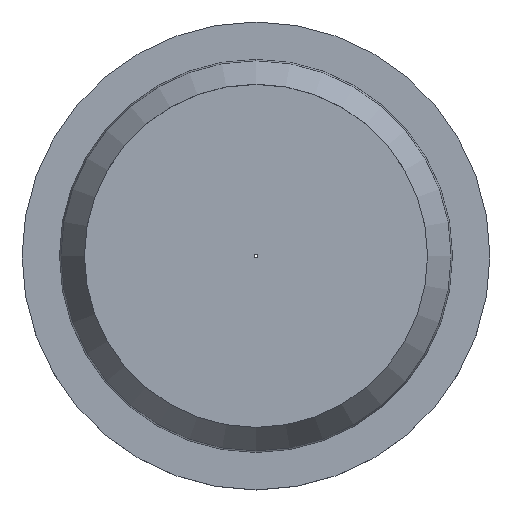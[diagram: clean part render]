
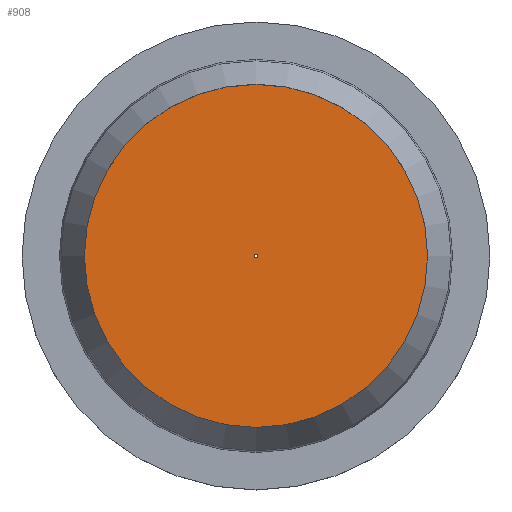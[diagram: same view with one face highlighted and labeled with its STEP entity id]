
A CAD part, top view. The second image highlights one B-rep face of the part: STEP entity #908.
In plain terms, the highlighted planar face has unit normal (0, 0, 1).
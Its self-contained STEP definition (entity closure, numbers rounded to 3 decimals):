
#43 = CYLINDRICAL_SURFACE('',#44,11.);
#44 = AXIS2_PLACEMENT_3D('',#45,#46,#47);
#45 = CARTESIAN_POINT('',(0.,0.,
    0.));
#46 = DIRECTION('',(0.,0.,1.));
#47 = DIRECTION('',(1.,0.,0.));
#842 = CYLINDRICAL_SURFACE('',#843,0.1);
#843 = AXIS2_PLACEMENT_3D('',#844,#845,#846);
#844 = CARTESIAN_POINT('',(0.,0.,
    0.));
#845 = DIRECTION('',(0.,0.,-1.));
#846 = DIRECTION('',(1.,0.,0.));
#857 = EDGE_CURVE('',#858,#858,#860,.T.);
#858 = VERTEX_POINT('',#859);
#859 = CARTESIAN_POINT('',(0.1,0.,0.));
#860 = SURFACE_CURVE('',#861,(#866,#873),.PCURVE_S1.);
#861 = CIRCLE('',#862,0.1);
#862 = AXIS2_PLACEMENT_3D('',#863,#864,#865);
#863 = CARTESIAN_POINT('',(0.,0.,
    0.));
#864 = DIRECTION('',(0.,0.,-1.));
#865 = DIRECTION('',(1.,0.,0.));
#866 = PCURVE('',#842,#867);
#867 = DEFINITIONAL_REPRESENTATION('',(#868),#872);
#868 = LINE('',#869,#870);
#869 = CARTESIAN_POINT('',(0.,0.));
#870 = VECTOR('',#871,1.);
#871 = DIRECTION('',(1.,0.));
#872 = ( GEOMETRIC_REPRESENTATION_CONTEXT(2) 
PARAMETRIC_REPRESENTATION_CONTEXT() REPRESENTATION_CONTEXT('2D SPACE',''
  ) );
#873 = PCURVE('',#874,#879);
#874 = PLANE('',#875);
#875 = AXIS2_PLACEMENT_3D('',#876,#877,#878);
#876 = CARTESIAN_POINT('',(0.,0.,
    0.));
#877 = DIRECTION('',(0.,0.,-1.));
#878 = DIRECTION('',(1.,0.,0.));
#879 = DEFINITIONAL_REPRESENTATION('',(#880),#884);
#880 = CIRCLE('',#881,0.1);
#881 = AXIS2_PLACEMENT_2D('',#882,#883);
#882 = CARTESIAN_POINT('',(0.,0.));
#883 = DIRECTION('',(1.,0.));
#884 = ( GEOMETRIC_REPRESENTATION_CONTEXT(2) 
PARAMETRIC_REPRESENTATION_CONTEXT() REPRESENTATION_CONTEXT('2D SPACE',''
  ) );
#908 = ADVANCED_FACE('',(#909,#935),#874,.F.);
#909 = FACE_BOUND('',#910,.F.);
#910 = EDGE_LOOP('',(#911));
#911 = ORIENTED_EDGE('',*,*,#912,.T.);
#912 = EDGE_CURVE('',#913,#913,#915,.T.);
#913 = VERTEX_POINT('',#914);
#914 = CARTESIAN_POINT('',(11.,0.,0.));
#915 = SURFACE_CURVE('',#916,(#921,#928),.PCURVE_S1.);
#916 = CIRCLE('',#917,11.);
#917 = AXIS2_PLACEMENT_3D('',#918,#919,#920);
#918 = CARTESIAN_POINT('',(0.,0.,
    0.));
#919 = DIRECTION('',(0.,0.,-1.));
#920 = DIRECTION('',(1.,0.,0.));
#921 = PCURVE('',#874,#922);
#922 = DEFINITIONAL_REPRESENTATION('',(#923),#927);
#923 = CIRCLE('',#924,11.);
#924 = AXIS2_PLACEMENT_2D('',#925,#926);
#925 = CARTESIAN_POINT('',(0.,0.));
#926 = DIRECTION('',(1.,0.));
#927 = ( GEOMETRIC_REPRESENTATION_CONTEXT(2) 
PARAMETRIC_REPRESENTATION_CONTEXT() REPRESENTATION_CONTEXT('2D SPACE',''
  ) );
#928 = PCURVE('',#43,#929);
#929 = DEFINITIONAL_REPRESENTATION('',(#930),#934);
#930 = LINE('',#931,#932);
#931 = CARTESIAN_POINT('',(-0.,0.));
#932 = VECTOR('',#933,1.);
#933 = DIRECTION('',(-1.,0.));
#934 = ( GEOMETRIC_REPRESENTATION_CONTEXT(2) 
PARAMETRIC_REPRESENTATION_CONTEXT() REPRESENTATION_CONTEXT('2D SPACE',''
  ) );
#935 = FACE_BOUND('',#936,.F.);
#936 = EDGE_LOOP('',(#937));
#937 = ORIENTED_EDGE('',*,*,#857,.F.);
